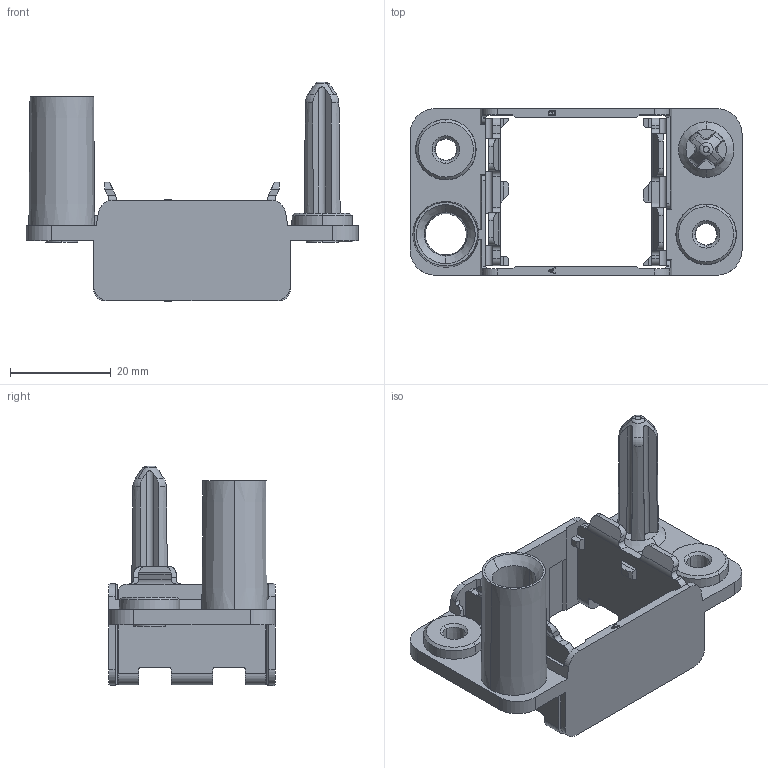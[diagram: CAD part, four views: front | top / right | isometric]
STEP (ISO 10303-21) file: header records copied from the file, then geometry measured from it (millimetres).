
FILE_DESCRIPTION(('Creo Elements/Direct Modeling STEP Export'),'2;1');
FILE_NAME('0ln7uvk5tn76l4m2880','2023-11-14T14:26:41',(''),(''),'Creo Elements/Direct Modeling STEP processor for AP214 (Solid Model)','Creo Elements/Direct Modeling 20.1B 02-Apr-2019 (C) Parametric Technology GmbH','');
FILE_SCHEMA(('AUTOMOTIVE_DESIGN { 1 0 10303 214 1 1 1 1 }'));
Length unit declared in the file: millimetre
Products named in the file (2): CX 02 PDM
Assembly tree (1 placements, depth 2):
  CX 02 PDM
    CX 02 PDM
Bounding box: 65.8 x 33 x 43.6 mm (x, y, z)
Volume: 10517.5 mm3; surface area: 12887.6 mm2
Topology: 1 solids, 1 shells, 547 faces, 1548 edges, 1023 vertices
Faces by surface type: plane 400, cylinder 107, cone 34, torus 6
Entity records: 24068 total; most frequent: CARTESIAN_POINT 5547, ORIENTED_EDGE 3096, DIRECTION 2702, EDGE_CURVE 1548, VECTOR 1208, LINE 1208, VERTEX_POINT 1023, AXIS2_PLACEMENT_3D 747
